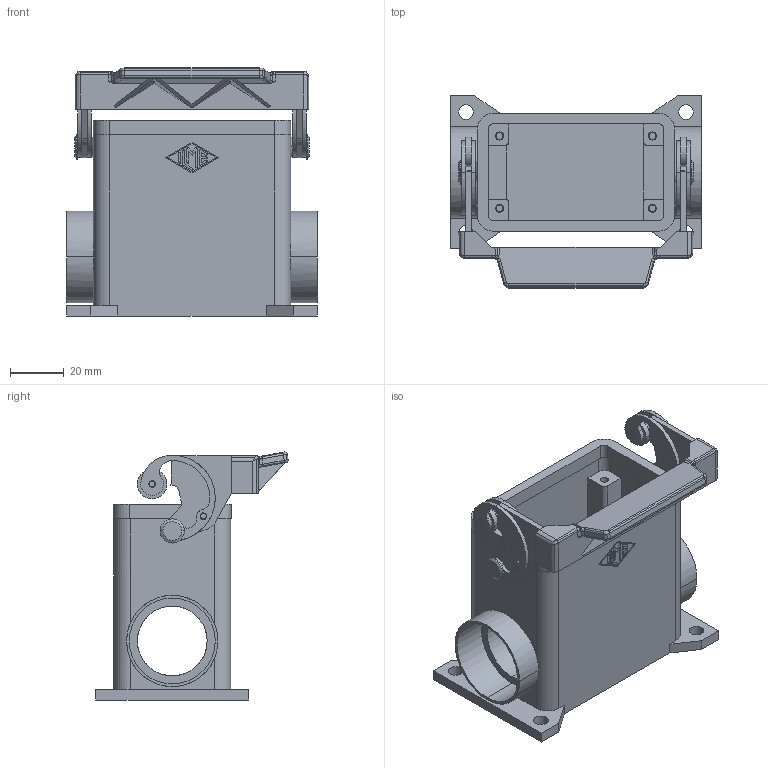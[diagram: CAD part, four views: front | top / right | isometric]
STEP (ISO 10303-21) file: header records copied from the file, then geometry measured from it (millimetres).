
FILE_DESCRIPTION((''),'2;1');
FILE_NAME('MAP 10 L232.stp','2007-01-04T09:44:54',('gembarski'),(''),'Autodesk Inventor 7','Autodesk Inventor 7','');
FILE_SCHEMA(('AUTOMOTIVE_DESIGN { 1 0 10303 214 1 1 1 1 }'));
Length unit declared in the file: millimetre
Products named in the file (1): MAP 10 L232
Bounding box: 93.5 x 71.7 x 92.42 mm (x, y, z)
Volume: 95695.8 mm3; surface area: 54683.9 mm2
Topology: 4 solids, 4 shells, 434 faces, 1152 edges, 750 vertices
Faces by surface type: plane 163, bspline 127, cylinder 126, torus 10, cone 4, sphere 4
Entity records: 16346 total; most frequent: CARTESIAN_POINT 5546, ORIENTED_EDGE 2292, DIRECTION 2232, EDGE_CURVE 1146, AXIS2_PLACEMENT_3D 808, VERTEX_POINT 750, VECTOR 616, LINE 616
